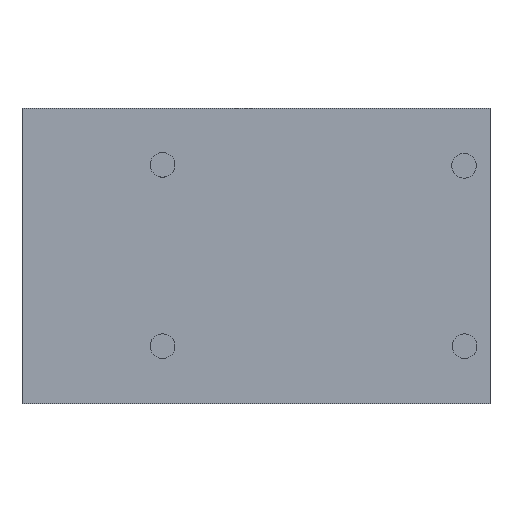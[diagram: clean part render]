
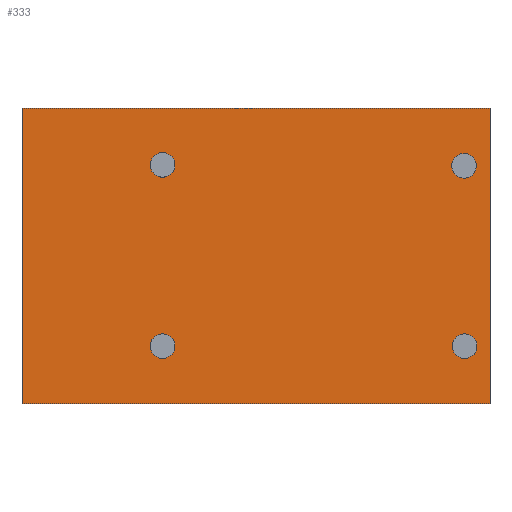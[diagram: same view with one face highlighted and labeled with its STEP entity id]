
A CAD part, top view. The second image highlights one B-rep face of the part: STEP entity #333.
In plain terms, the highlighted planar face has unit normal (0, 0, 1).
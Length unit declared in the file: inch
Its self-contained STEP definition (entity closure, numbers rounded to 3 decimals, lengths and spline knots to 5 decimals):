
#19=FACE_BOUND('',#98,.T.);
#20=FACE_BOUND('',#99,.T.);
#21=FACE_BOUND('',#100,.T.);
#22=FACE_BOUND('',#101,.T.);
#44=CIRCLE('',#379,0.125);
#46=CIRCLE('',#383,0.125);
#48=CIRCLE('',#387,0.125);
#50=CIRCLE('',#391,0.125);
#75=FACE_OUTER_BOUND('',#97,.T.);
#97=EDGE_LOOP('',(#287,#288,#289,#290));
#98=EDGE_LOOP('',(#291));
#99=EDGE_LOOP('',(#292));
#100=EDGE_LOOP('',(#293));
#101=EDGE_LOOP('',(#294));
#107=LINE('',#501,#131);
#111=LINE('',#509,#135);
#114=LINE('',#515,#138);
#117=LINE('',#520,#141);
#131=VECTOR('',#399,0.3937);
#135=VECTOR('',#405,0.3937);
#138=VECTOR('',#410,0.3937);
#141=VECTOR('',#415,0.3937);
#155=VERTEX_POINT('',#499);
#156=VERTEX_POINT('',#500);
#159=VERTEX_POINT('',#508);
#161=VERTEX_POINT('',#514);
#176=VERTEX_POINT('',#561);
#178=VERTEX_POINT('',#568);
#180=VERTEX_POINT('',#575);
#182=VERTEX_POINT('',#582);
#183=EDGE_CURVE('',#155,#156,#107,.T.);
#187=EDGE_CURVE('',#156,#159,#111,.T.);
#190=EDGE_CURVE('',#159,#161,#114,.T.);
#193=EDGE_CURVE('',#161,#155,#117,.T.);
#213=EDGE_CURVE('',#176,#176,#44,.T.);
#216=EDGE_CURVE('',#178,#178,#46,.T.);
#219=EDGE_CURVE('',#180,#180,#48,.T.);
#222=EDGE_CURVE('',#182,#182,#50,.T.);
#287=ORIENTED_EDGE('',*,*,#190,.T.);
#288=ORIENTED_EDGE('',*,*,#193,.T.);
#289=ORIENTED_EDGE('',*,*,#183,.T.);
#290=ORIENTED_EDGE('',*,*,#187,.T.);
#291=ORIENTED_EDGE('',*,*,#213,.T.);
#292=ORIENTED_EDGE('',*,*,#216,.T.);
#293=ORIENTED_EDGE('',*,*,#219,.T.);
#294=ORIENTED_EDGE('',*,*,#222,.T.);
#311=PLANE('',#393);
#333=ADVANCED_FACE('',(#75,#19,#20,#21,#22),#311,.T.);
#379=AXIS2_PLACEMENT_3D('',#563,#462,#463);
#383=AXIS2_PLACEMENT_3D('',#570,#471,#472);
#387=AXIS2_PLACEMENT_3D('',#577,#480,#481);
#391=AXIS2_PLACEMENT_3D('',#584,#489,#490);
#393=AXIS2_PLACEMENT_3D('',#586,#493,#494);
#399=DIRECTION('',(0.,1.,0.));
#405=DIRECTION('',(-1.,0.,0.));
#410=DIRECTION('',(0.,-1.,0.));
#415=DIRECTION('',(1.,0.,0.));
#462=DIRECTION('center_axis',(0.,0.,-1.));
#463=DIRECTION('ref_axis',(1.,0.,0.));
#471=DIRECTION('center_axis',(0.,0.,-1.));
#472=DIRECTION('ref_axis',(1.,0.,0.));
#480=DIRECTION('center_axis',(0.,0.,-1.));
#481=DIRECTION('ref_axis',(1.,0.,0.));
#489=DIRECTION('center_axis',(0.,0.,-1.));
#490=DIRECTION('ref_axis',(1.,0.,0.));
#493=DIRECTION('center_axis',(0.,0.,1.));
#494=DIRECTION('ref_axis',(1.,0.,0.));
#499=CARTESIAN_POINT('',(4.875,0.0635,0.125));
#500=CARTESIAN_POINT('',(4.875,3.0625,0.125));
#501=CARTESIAN_POINT('',(4.875,2.28125,0.125));
#508=CARTESIAN_POINT('',(0.126,3.0625,0.125));
#509=CARTESIAN_POINT('',(1.313,3.0625,0.125));
#514=CARTESIAN_POINT('',(0.126,0.0635,0.125));
#515=CARTESIAN_POINT('',(0.126,0.78175,0.125));
#520=CARTESIAN_POINT('',(3.6875,0.0635,0.125));
#561=CARTESIAN_POINT('',(4.49262,0.64764,0.125));
#563=CARTESIAN_POINT('Origin',(4.61762,0.64764,0.125));
#568=CARTESIAN_POINT('',(1.42763,0.64766,0.125));
#570=CARTESIAN_POINT('Origin',(1.55263,0.64766,0.125));
#575=CARTESIAN_POINT('',(4.48723,2.47764,0.125));
#577=CARTESIAN_POINT('Origin',(4.61223,2.47764,0.125));
#582=CARTESIAN_POINT('',(1.42763,2.48757,0.125));
#584=CARTESIAN_POINT('Origin',(1.55263,2.48757,0.125));
#586=CARTESIAN_POINT('Origin',(2.5,1.5,0.125));
